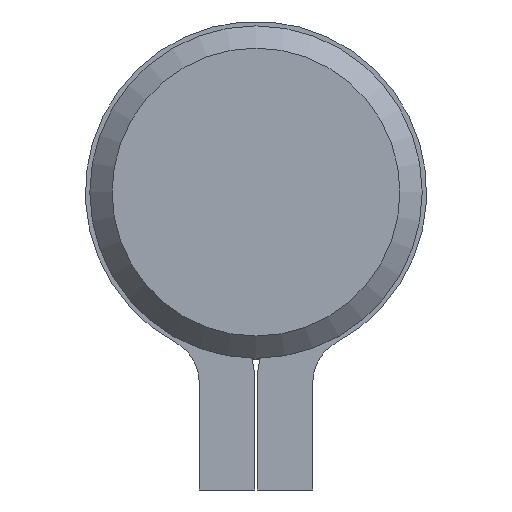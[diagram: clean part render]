
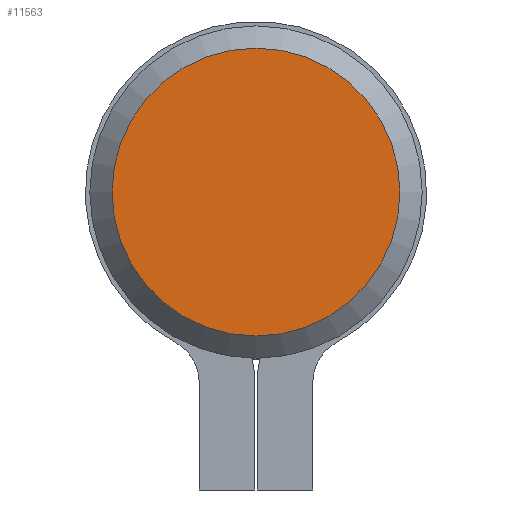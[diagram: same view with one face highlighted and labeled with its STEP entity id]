
A CAD part, front view. The second image highlights one B-rep face of the part: STEP entity #11563.
In plain terms, the highlighted planar face has unit normal (0, -1, 0).
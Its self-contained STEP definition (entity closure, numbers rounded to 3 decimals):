
#824 = ORIENTED_EDGE ( 'NONE', *, *, #1225, .T. ) ;
#1225 = EDGE_CURVE ( 'NONE', #5538, #5538, #8083, .T. ) ;
#1977 = CARTESIAN_POINT ( 'NONE',  ( 0., -61., 0. ) ) ;
#3058 = DIRECTION ( 'NONE',  ( 0., 1., 0. ) ) ;
#4115 = AXIS2_PLACEMENT_3D ( 'NONE', #7365, #3058, #13828 ) ;
#5538 = VERTEX_POINT ( 'NONE', #12181 ) ;
#7365 = CARTESIAN_POINT ( 'NONE',  ( 0., -61., 0. ) ) ;
#8083 = CIRCLE ( 'NONE', #12140, 6.45 ) ;
#8848 = EDGE_LOOP ( 'NONE', ( #824 ) ) ;
#10533 = DIRECTION ( 'NONE',  ( 0., 0., 1. ) ) ;
#10581 = DIRECTION ( 'NONE',  ( 0., -1., 0. ) ) ;
#10708 = PLANE ( 'NONE',  #4115 ) ;
#11200 = FACE_OUTER_BOUND ( 'NONE', #8848, .T. ) ;
#11563 = ADVANCED_FACE ( 'NONE', ( #11200 ), #10708, .F. ) ;
#12140 = AXIS2_PLACEMENT_3D ( 'NONE', #1977, #10581, #10533 ) ;
#12181 = CARTESIAN_POINT ( 'NONE',  ( 0., -61., 6.45 ) ) ;
#13828 = DIRECTION ( 'NONE',  ( 0., 0., 1. ) ) ;
